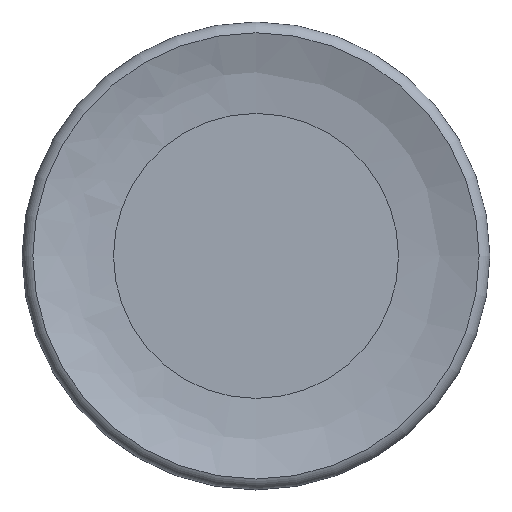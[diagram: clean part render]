
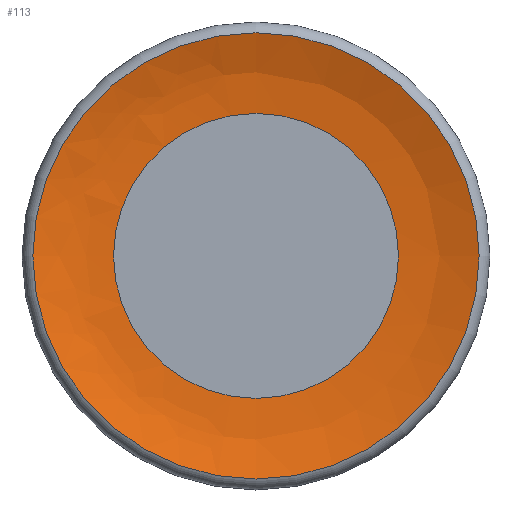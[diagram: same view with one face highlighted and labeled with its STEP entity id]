
A CAD part, top view. The second image highlights one B-rep face of the part: STEP entity #113.
In plain terms, the highlighted free-form (B-spline) face has degree [2, 2] with [3, 9] control points.
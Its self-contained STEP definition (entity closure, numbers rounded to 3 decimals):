
#15=(
BOUNDED_SURFACE()
B_SPLINE_SURFACE(2,2,((#218,#219,#220,#221,#222,#223,#224,#225,#226),(#227,
#228,#229,#230,#231,#232,#233,#234,#235),(#236,#237,#238,#239,#240,#241,
#242,#243,#244)),.UNSPECIFIED.,.F.,.T.,.F.)
B_SPLINE_SURFACE_WITH_KNOTS((3,3),(3,2,2,2,3),(-1.571,-1.176),
(-3.142,-1.571,0.,1.571,3.142),
 .UNSPECIFIED.)
GEOMETRIC_REPRESENTATION_ITEM()
RATIONAL_B_SPLINE_SURFACE(((1.,0.707,1.,0.707,1.,
0.707,1.,0.707,1.),(0.981,0.693,
0.981,0.693,0.981,0.693,
0.981,0.693,0.981),(1.,0.707,
1.,0.707,1.,0.707,1.,0.707,1.)))
REPRESENTATION_ITEM('')
SURFACE()
);
#29=FACE_OUTER_BOUND('',#36,.T.);
#36=EDGE_LOOP('',(#100,#101,#102,#103,#104));
#47=CIRCLE('',#142,6.916);
#48=CIRCLE('',#143,6.916);
#49=CIRCLE('',#145,6.5);
#50=CIRCLE('',#146,4.416);
#58=VERTEX_POINT('',#211);
#59=VERTEX_POINT('',#213);
#60=VERTEX_POINT('',#245);
#71=EDGE_CURVE('',#58,#59,#47,.T.);
#72=EDGE_CURVE('',#59,#58,#48,.T.);
#74=EDGE_CURVE('',#59,#60,#49,.T.);
#75=EDGE_CURVE('',#60,#60,#50,.T.);
#100=ORIENTED_EDGE('',*,*,#71,.F.);
#101=ORIENTED_EDGE('',*,*,#72,.F.);
#102=ORIENTED_EDGE('',*,*,#74,.T.);
#103=ORIENTED_EDGE('',*,*,#75,.T.);
#104=ORIENTED_EDGE('',*,*,#74,.F.);
#113=ADVANCED_FACE('',(#29),#15,.T.);
#142=AXIS2_PLACEMENT_3D('',#214,#177,#178);
#143=AXIS2_PLACEMENT_3D('',#215,#179,#180);
#145=AXIS2_PLACEMENT_3D('',#246,#184,#185);
#146=AXIS2_PLACEMENT_3D('',#247,#186,#187);
#177=DIRECTION('center_axis',(0.,0.,-1.));
#178=DIRECTION('ref_axis',(-1.,0.,0.));
#179=DIRECTION('center_axis',(0.,0.,-1.));
#180=DIRECTION('ref_axis',(-1.,0.,0.));
#184=DIRECTION('center_axis',(0.,-1.,0.));
#185=DIRECTION('ref_axis',(-1.,0.,0.));
#186=DIRECTION('center_axis',(0.,0.,-1.));
#187=DIRECTION('ref_axis',(1.,0.,0.));
#211=CARTESIAN_POINT('',(6.916,0.,3.));
#213=CARTESIAN_POINT('',(-6.916,0.,3.));
#214=CARTESIAN_POINT('Origin',(0.,0.,3.));
#215=CARTESIAN_POINT('Origin',(0.,0.,3.));
#218=CARTESIAN_POINT('Ctrl Pts',(-4.416,0.,2.5));
#219=CARTESIAN_POINT('Ctrl Pts',(-4.416,-4.416,2.5));
#220=CARTESIAN_POINT('Ctrl Pts',(0.,-4.416,2.5));
#221=CARTESIAN_POINT('Ctrl Pts',(4.416,-4.416,2.5));
#222=CARTESIAN_POINT('Ctrl Pts',(4.416,0.,2.5));
#223=CARTESIAN_POINT('Ctrl Pts',(4.416,4.416,2.5));
#224=CARTESIAN_POINT('Ctrl Pts',(0.,4.416,2.5));
#225=CARTESIAN_POINT('Ctrl Pts',(-4.416,4.416,2.5));
#226=CARTESIAN_POINT('Ctrl Pts',(-4.416,0.,2.5));
#227=CARTESIAN_POINT('Ctrl Pts',(-5.716,0.,2.5));
#228=CARTESIAN_POINT('Ctrl Pts',(-5.716,-5.716,2.5));
#229=CARTESIAN_POINT('Ctrl Pts',(0.,-5.716,2.5));
#230=CARTESIAN_POINT('Ctrl Pts',(5.716,-5.716,2.5));
#231=CARTESIAN_POINT('Ctrl Pts',(5.716,0.,2.5));
#232=CARTESIAN_POINT('Ctrl Pts',(5.716,5.716,2.5));
#233=CARTESIAN_POINT('Ctrl Pts',(0.,5.716,2.5));
#234=CARTESIAN_POINT('Ctrl Pts',(-5.716,5.716,2.5));
#235=CARTESIAN_POINT('Ctrl Pts',(-5.716,0.,2.5));
#236=CARTESIAN_POINT('Ctrl Pts',(-6.916,0.,3.));
#237=CARTESIAN_POINT('Ctrl Pts',(-6.916,-6.916,3.));
#238=CARTESIAN_POINT('Ctrl Pts',(0.,-6.916,3.));
#239=CARTESIAN_POINT('Ctrl Pts',(6.916,-6.916,3.));
#240=CARTESIAN_POINT('Ctrl Pts',(6.916,0.,3.));
#241=CARTESIAN_POINT('Ctrl Pts',(6.916,6.916,3.));
#242=CARTESIAN_POINT('Ctrl Pts',(0.,6.916,3.));
#243=CARTESIAN_POINT('Ctrl Pts',(-6.916,6.916,3.));
#244=CARTESIAN_POINT('Ctrl Pts',(-6.916,0.,3.));
#245=CARTESIAN_POINT('',(-4.416,0.,2.5));
#246=CARTESIAN_POINT('Origin',(-4.416,0.,
9.));
#247=CARTESIAN_POINT('Origin',(0.,0.,2.5));
